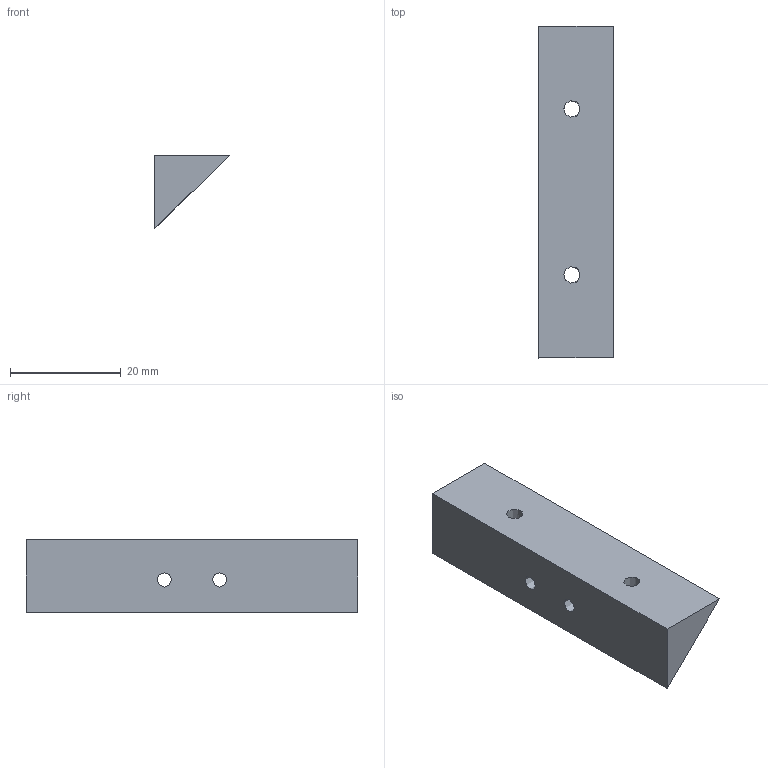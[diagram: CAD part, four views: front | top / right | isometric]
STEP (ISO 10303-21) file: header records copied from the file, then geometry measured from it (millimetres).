
FILE_DESCRIPTION(/* description */ (''),/* implementation_level */ '2;1');
FILE_NAME(/* name */ '4s.stp',/* time_stamp */ '2026-01-11T12:24:29+03:00',/* author */ ('Service'),/* organization */ (''),/* preprocessor_version */ 'ST-DEVELOPER v20',/* originating_system */ 'Autodesk Inventor 2024',/* authorisation */ '');
FILE_SCHEMA (('AUTOMOTIVE_DESIGN { 1 0 10303 214 3 1 1 }'));
Length unit declared in the file: millimetre
Products named in the file (1): 4s
Bounding box: 13.42 x 60 x 13.19 mm (x, y, z)
Volume: 5055.1 mm3; surface area: 3121.7 mm2
Topology: 1 solids, 1 shells, 17 faces, 77 edges, 102 vertices
Faces by surface type: plane 9, cylinder 8
Full cylindrical faces by diameter (mm): 2.6 x2, 3 x2
Entity records: 718 total; most frequent: CARTESIAN_POINT 159, DIRECTION 103, ORIENTED_EDGE 78, AXIS2_PLACEMENT_3D 42, EDGE_CURVE 39, POLYLINE 34, STYLED_ITEM 31, EDGE_LOOP 27
